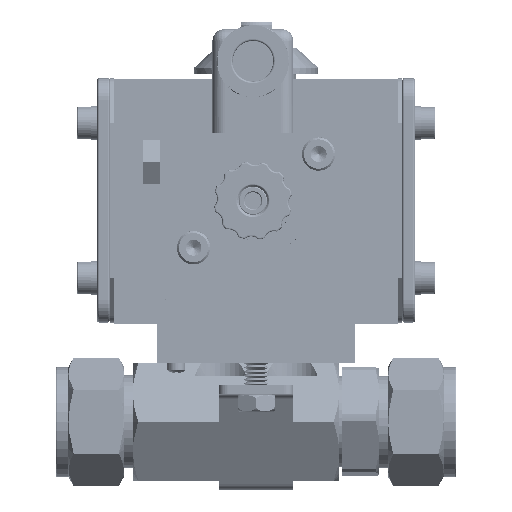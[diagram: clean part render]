
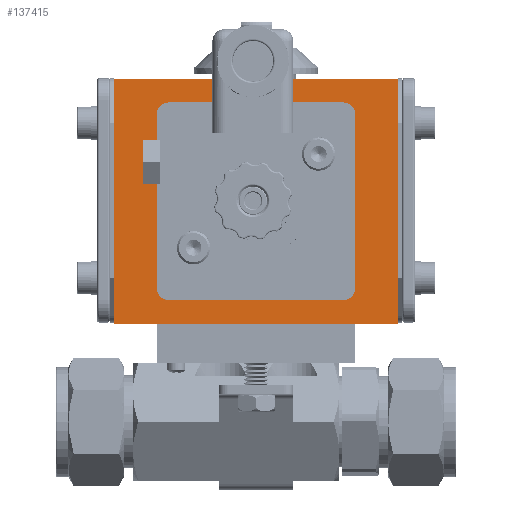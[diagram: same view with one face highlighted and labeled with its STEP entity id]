
A CAD part, top view. The second image highlights one B-rep face of the part: STEP entity #137415.
In plain terms, the highlighted planar face has unit normal (0, 0, 1).
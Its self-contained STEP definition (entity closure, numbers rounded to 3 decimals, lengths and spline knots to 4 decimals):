
#802 = CARTESIAN_POINT ( 'NONE',  ( -1.43, 3.4548, 1. ) ) ;
#1938 = CARTESIAN_POINT ( 'NONE',  ( -1., 3.2148, 1. ) ) ;
#2997 = LINE ( 'NONE', #5349, #159822 ) ;
#3764 = DIRECTION ( 'NONE',  ( 0., 0., -1. ) ) ;
#5349 = CARTESIAN_POINT ( 'NONE',  ( -1., 1.2248, 1. ) ) ;
#8329 = AXIS2_PLACEMENT_3D ( 'NONE', #47104, #153648, #62598 ) ;
#8454 = CARTESIAN_POINT ( 'NONE',  ( -0.88, 1.3448, 1. ) ) ;
#10551 = VERTEX_POINT ( 'NONE', #71527 ) ;
#11035 = ORIENTED_EDGE ( 'NONE', *, *, #73492, .T. ) ;
#15913 = DIRECTION ( 'NONE',  ( 0., -1., 0. ) ) ;
#17678 = DIRECTION ( 'NONE',  ( 0., -1., 0. ) ) ;
#18410 = EDGE_CURVE ( 'NONE', #129906, #55598, #167901, .T. ) ;
#21036 = DIRECTION ( 'NONE',  ( 1., 0., 0. ) ) ;
#21229 = CARTESIAN_POINT ( 'NONE',  ( -1.43, 0.9848, 1. ) ) ;
#23470 = DIRECTION ( 'NONE',  ( 0., 1., 0. ) ) ;
#24090 = LINE ( 'NONE', #1938, #180528 ) ;
#27465 = EDGE_LOOP ( 'NONE', ( #141790, #174636, #172309, #130220 ) ) ;
#30153 = CIRCLE ( 'NONE', #135023, 0.12 ) ;
#31357 = CARTESIAN_POINT ( 'NONE',  ( 1.43, 0.9848, 1. ) ) ;
#31409 = VERTEX_POINT ( 'NONE', #83332 ) ;
#33147 = CARTESIAN_POINT ( 'NONE',  ( -1.43, 3.4548, 1. ) ) ;
#37323 = CARTESIAN_POINT ( 'NONE',  ( 0.88, 3.0948, 1. ) ) ;
#38719 = EDGE_CURVE ( 'NONE', #129906, #71386, #162883, .T. ) ;
#39364 = EDGE_CURVE ( 'NONE', #71386, #110549, #86959, .T. ) ;
#40425 = FACE_OUTER_BOUND ( 'NONE', #27465, .T. ) ;
#42498 = EDGE_CURVE ( 'NONE', #184295, #181535, #185585, .T. ) ;
#44568 = VECTOR ( 'NONE', #174938, 39.3701 ) ;
#47104 = CARTESIAN_POINT ( 'NONE',  ( -0.88, 3.0948, 1. ) ) ;
#48670 = VERTEX_POINT ( 'NONE', #131031 ) ;
#48859 = ORIENTED_EDGE ( 'NONE', *, *, #42498, .F. ) ;
#50775 = CARTESIAN_POINT ( 'NONE',  ( 0.88, 3.2148, 1. ) ) ;
#51185 = ORIENTED_EDGE ( 'NONE', *, *, #132013, .F. ) ;
#51521 = VECTOR ( 'NONE', #99037, 39.3701 ) ;
#52726 = DIRECTION ( 'NONE',  ( 0., 1., 0. ) ) ;
#53511 = ORIENTED_EDGE ( 'NONE', *, *, #152145, .T. ) ;
#54445 = CARTESIAN_POINT ( 'NONE',  ( 1., 1.3448, 1. ) ) ;
#55598 = VERTEX_POINT ( 'NONE', #33147 ) ;
#56494 = DIRECTION ( 'NONE',  ( -1., 0., 0. ) ) ;
#56536 = CARTESIAN_POINT ( 'NONE',  ( 1.43, 0.9848, 1. ) ) ;
#56545 = CIRCLE ( 'NONE', #8329, 0.12 ) ;
#58023 = VERTEX_POINT ( 'NONE', #54445 ) ;
#62598 = DIRECTION ( 'NONE',  ( 0., 1., 0. ) ) ;
#63725 = LINE ( 'NONE', #802, #139974 ) ;
#69196 = CARTESIAN_POINT ( 'NONE',  ( 1., 3.2148, 1. ) ) ;
#70832 = EDGE_LOOP ( 'NONE', ( #97034, #11035, #48859, #139264, #96595, #53511, #51185, #117865 ) ) ;
#71386 = VERTEX_POINT ( 'NONE', #31357 ) ;
#71527 = CARTESIAN_POINT ( 'NONE',  ( -1., 1.3448, 1. ) ) ;
#73376 = DIRECTION ( 'NONE',  ( 0., 0., -1. ) ) ;
#73492 = EDGE_CURVE ( 'NONE', #167789, #181535, #56545, .T. ) ;
#77234 = EDGE_CURVE ( 'NONE', #58023, #163039, #98974, .T. ) ;
#78750 = AXIS2_PLACEMENT_3D ( 'NONE', #37323, #144107, #52726 ) ;
#79627 = PLANE ( 'NONE',  #85329 ) ;
#82341 = VECTOR ( 'NONE', #93767, 39.3701 ) ;
#83045 = CARTESIAN_POINT ( 'NONE',  ( 1.43, 3.4548, 1. ) ) ;
#83332 = CARTESIAN_POINT ( 'NONE',  ( 0.88, 1.2248, 1. ) ) ;
#84417 = CIRCLE ( 'NONE', #166459, 0.12 ) ;
#85107 = CARTESIAN_POINT ( 'NONE',  ( -0.88, 3.2148, 1. ) ) ;
#85329 = AXIS2_PLACEMENT_3D ( 'NONE', #184946, #3764, #110122 ) ;
#86959 = LINE ( 'NONE', #56536, #91642 ) ;
#91642 = VECTOR ( 'NONE', #56494, 39.3701 ) ;
#93077 = CARTESIAN_POINT ( 'NONE',  ( 1.43, 3.4548, 1. ) ) ;
#93767 = DIRECTION ( 'NONE',  ( 0., -1., 0. ) ) ;
#96595 = ORIENTED_EDGE ( 'NONE', *, *, #77234, .F. ) ;
#97034 = ORIENTED_EDGE ( 'NONE', *, *, #104053, .F. ) ;
#97608 = CARTESIAN_POINT ( 'NONE',  ( -1., 3.0948, 1. ) ) ;
#98974 = LINE ( 'NONE', #69196, #44568 ) ;
#99037 = DIRECTION ( 'NONE',  ( -1., 0., 0. ) ) ;
#99230 = CARTESIAN_POINT ( 'NONE',  ( 1.43, 3.4548, 1. ) ) ;
#104053 = EDGE_CURVE ( 'NONE', #167789, #10551, #24090, .T. ) ;
#105700 = VECTOR ( 'NONE', #175200, 39.3701 ) ;
#107724 = EDGE_CURVE ( 'NONE', #184295, #163039, #128611, .T. ) ;
#110122 = DIRECTION ( 'NONE',  ( 0., 1., 0. ) ) ;
#110549 = VERTEX_POINT ( 'NONE', #21229 ) ;
#111560 = EDGE_CURVE ( 'NONE', #48670, #10551, #84417, .T. ) ;
#114893 = DIRECTION ( 'NONE',  ( 0., 0., -1. ) ) ;
#117865 = ORIENTED_EDGE ( 'NONE', *, *, #111560, .T. ) ;
#128611 = CIRCLE ( 'NONE', #78750, 0.12 ) ;
#129906 = VERTEX_POINT ( 'NONE', #83045 ) ;
#130220 = ORIENTED_EDGE ( 'NONE', *, *, #18410, .T. ) ;
#131031 = CARTESIAN_POINT ( 'NONE',  ( -0.88, 1.2248, 1. ) ) ;
#132013 = EDGE_CURVE ( 'NONE', #48670, #31409, #2997, .T. ) ;
#135023 = AXIS2_PLACEMENT_3D ( 'NONE', #164031, #73376, #178925 ) ;
#137415 = ADVANCED_FACE ( 'NONE', ( #40425, #161832 ), #79627, .F. ) ;
#139264 = ORIENTED_EDGE ( 'NONE', *, *, #107724, .T. ) ;
#139974 = VECTOR ( 'NONE', #15913, 39.3701 ) ;
#141790 = ORIENTED_EDGE ( 'NONE', *, *, #161142, .T. ) ;
#144107 = DIRECTION ( 'NONE',  ( 0., 0., -1. ) ) ;
#152145 = EDGE_CURVE ( 'NONE', #58023, #31409, #30153, .T. ) ;
#153648 = DIRECTION ( 'NONE',  ( 0., 0., -1. ) ) ;
#159822 = VECTOR ( 'NONE', #21036, 39.3701 ) ;
#161142 = EDGE_CURVE ( 'NONE', #55598, #110549, #63725, .T. ) ;
#161832 = FACE_BOUND ( 'NONE', #70832, .T. ) ;
#162883 = LINE ( 'NONE', #93077, #82341 ) ;
#163039 = VERTEX_POINT ( 'NONE', #169873 ) ;
#164031 = CARTESIAN_POINT ( 'NONE',  ( 0.88, 1.3448, 1. ) ) ;
#166459 = AXIS2_PLACEMENT_3D ( 'NONE', #8454, #114893, #23470 ) ;
#167789 = VERTEX_POINT ( 'NONE', #97608 ) ;
#167901 = LINE ( 'NONE', #99230, #51521 ) ;
#169873 = CARTESIAN_POINT ( 'NONE',  ( 1., 3.0948, 1. ) ) ;
#172309 = ORIENTED_EDGE ( 'NONE', *, *, #38719, .F. ) ;
#174636 = ORIENTED_EDGE ( 'NONE', *, *, #39364, .F. ) ;
#174938 = DIRECTION ( 'NONE',  ( 0., 1., 0. ) ) ;
#175200 = DIRECTION ( 'NONE',  ( -1., 0., 0. ) ) ;
#175818 = CARTESIAN_POINT ( 'NONE',  ( -1., 3.2148, 1. ) ) ;
#178925 = DIRECTION ( 'NONE',  ( 0., 1., 0. ) ) ;
#180528 = VECTOR ( 'NONE', #17678, 39.3701 ) ;
#181535 = VERTEX_POINT ( 'NONE', #85107 ) ;
#184295 = VERTEX_POINT ( 'NONE', #50775 ) ;
#184946 = CARTESIAN_POINT ( 'NONE',  ( 1.43, 3.4548, 1. ) ) ;
#185585 = LINE ( 'NONE', #175818, #105700 ) ;
